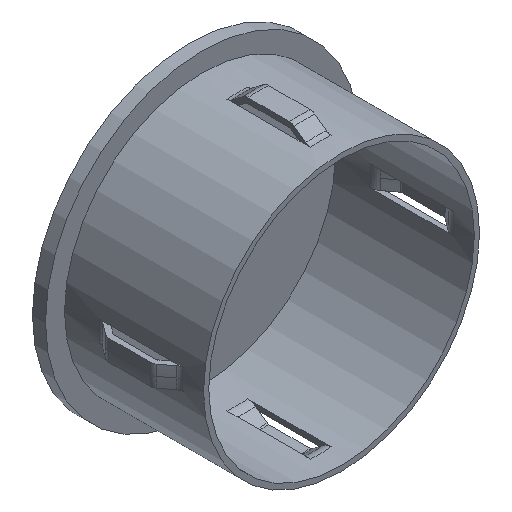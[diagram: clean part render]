
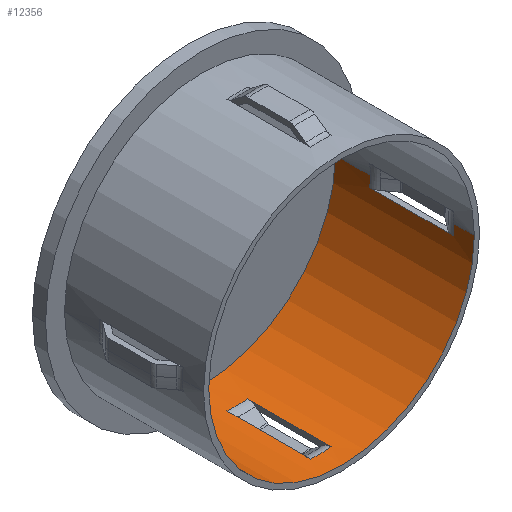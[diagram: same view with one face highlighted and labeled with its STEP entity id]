
A CAD part, isometric view. The second image highlights one B-rep face of the part: STEP entity #12356.
In plain terms, the highlighted cylindrical face has radius 25.5 mm (diameter 51 mm), a partial arc.
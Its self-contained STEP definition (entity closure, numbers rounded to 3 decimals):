
#129 = LINE ( 'NONE', #7225, #4529 ) ;
#219 = ORIENTED_EDGE ( 'NONE', *, *, #6023, .T. ) ;
#385 = DIRECTION ( 'NONE',  ( 0., 1., 0. ) ) ;
#480 = CARTESIAN_POINT ( 'NONE',  ( 0., 4., 0. ) ) ;
#587 = DIRECTION ( 'NONE',  ( -1., 0., 0. ) ) ;
#597 = AXIS2_PLACEMENT_3D ( 'NONE', #11119, #4396, #587 ) ;
#622 = DIRECTION ( 'NONE',  ( 0., 1., 0. ) ) ;
#648 = CARTESIAN_POINT ( 'NONE',  ( 0., 4., 0. ) ) ;
#911 = CARTESIAN_POINT ( 'NONE',  ( -25.421, 61.241, -2. ) ) ;
#930 = VERTEX_POINT ( 'NONE', #2563 ) ;
#1012 = CARTESIAN_POINT ( 'NONE',  ( -25.5, 29.2, 0. ) ) ;
#1139 = EDGE_CURVE ( 'NONE', #16247, #930, #13683, .T. ) ;
#1141 = CARTESIAN_POINT ( 'NONE',  ( 25.421, 20., -2. ) ) ;
#1216 = EDGE_LOOP ( 'NONE', ( #2503, #2066, #16690, #14048, #6330, #6292, #12554, #9196, #2254, #10870, #219, #16556 ) ) ;
#1273 = AXIS2_PLACEMENT_3D ( 'NONE', #1965, #3141, #5930 ) ;
#1336 = VERTEX_POINT ( 'NONE', #13021 ) ;
#1422 = CYLINDRICAL_SURFACE ( 'NONE', #1775, 25.5 ) ;
#1739 = CARTESIAN_POINT ( 'NONE',  ( 25.5, 4., 0. ) ) ;
#1775 = AXIS2_PLACEMENT_3D ( 'NONE', #2356, #13780, #11144 ) ;
#1953 = CARTESIAN_POINT ( 'NONE',  ( 2., 20., -25.421 ) ) ;
#1965 = CARTESIAN_POINT ( 'NONE',  ( 0., 0., 0. ) ) ;
#2044 = DIRECTION ( 'NONE',  ( -1., 0., 0. ) ) ;
#2060 = VERTEX_POINT ( 'NONE', #8916 ) ;
#2066 = ORIENTED_EDGE ( 'NONE', *, *, #7307, .T. ) ;
#2178 = CARTESIAN_POINT ( 'NONE',  ( -25.5, 20., 0. ) ) ;
#2243 = CIRCLE ( 'NONE', #8679, 25.5 ) ;
#2254 = ORIENTED_EDGE ( 'NONE', *, *, #2756, .F. ) ;
#2264 = AXIS2_PLACEMENT_3D ( 'NONE', #16486, #3162, #4517 ) ;
#2356 = CARTESIAN_POINT ( 'NONE',  ( 0., 29.2, 0. ) ) ;
#2503 = ORIENTED_EDGE ( 'NONE', *, *, #5726, .F. ) ;
#2563 = CARTESIAN_POINT ( 'NONE',  ( 25.421, 4., -2. ) ) ;
#2629 = VECTOR ( 'NONE', #16789, 1000. ) ;
#2730 = VERTEX_POINT ( 'NONE', #3081 ) ;
#2756 = EDGE_CURVE ( 'NONE', #6534, #4505, #11957, .T. ) ;
#2766 = AXIS2_PLACEMENT_3D ( 'NONE', #3509, #6019, #15400 ) ;
#2882 = FACE_OUTER_BOUND ( 'NONE', #1216, .T. ) ;
#3081 = CARTESIAN_POINT ( 'NONE',  ( -25.5, 4., 0. ) ) ;
#3141 = DIRECTION ( 'NONE',  ( 0., 1., 0. ) ) ;
#3162 = DIRECTION ( 'NONE',  ( 0., 1., 0. ) ) ;
#3282 = CARTESIAN_POINT ( 'NONE',  ( 25.5, 0., 0. ) ) ;
#3509 = CARTESIAN_POINT ( 'NONE',  ( 0., 20., 0. ) ) ;
#3524 = VECTOR ( 'NONE', #10372, 1000. ) ;
#3675 = CIRCLE ( 'NONE', #2766, 25.5 ) ;
#3743 = CIRCLE ( 'NONE', #1273, 25.5 ) ;
#3762 = CIRCLE ( 'NONE', #2264, 25.5 ) ;
#3776 = VERTEX_POINT ( 'NONE', #3282 ) ;
#3915 = EDGE_CURVE ( 'NONE', #14825, #13100, #8987, .T. ) ;
#4071 = VERTEX_POINT ( 'NONE', #12850 ) ;
#4396 = DIRECTION ( 'NONE',  ( 0., 1., 0. ) ) ;
#4414 = EDGE_CURVE ( 'NONE', #4071, #9439, #4417, .T. ) ;
#4417 = LINE ( 'NONE', #16575, #15103 ) ;
#4462 = DIRECTION ( 'NONE',  ( -1., 0., 0. ) ) ;
#4480 = DIRECTION ( 'NONE',  ( 0., -1., 0. ) ) ;
#4483 = CARTESIAN_POINT ( 'NONE',  ( -25.5, 26.7, 0. ) ) ;
#4505 = VERTEX_POINT ( 'NONE', #2178 ) ;
#4517 = DIRECTION ( 'NONE',  ( -1., 0., 0. ) ) ;
#4529 = VECTOR ( 'NONE', #4480, 1000. ) ;
#4546 = AXIS2_PLACEMENT_3D ( 'NONE', #648, #7374, #2044 ) ;
#4709 = EDGE_CURVE ( 'NONE', #7152, #2730, #8366, .T. ) ;
#4894 = EDGE_CURVE ( 'NONE', #2060, #1336, #17124, .T. ) ;
#5059 = CARTESIAN_POINT ( 'NONE',  ( 25.5, 29.2, 0. ) ) ;
#5274 = EDGE_CURVE ( 'NONE', #9439, #14762, #3762, .T. ) ;
#5422 = EDGE_CURVE ( 'NONE', #6534, #15547, #9603, .T. ) ;
#5726 = EDGE_CURVE ( 'NONE', #3776, #7152, #3743, .T. ) ;
#5744 = VERTEX_POINT ( 'NONE', #1739 ) ;
#5930 = DIRECTION ( 'NONE',  ( -1., 0., 0. ) ) ;
#5968 = DIRECTION ( 'NONE',  ( -1., 0., 0. ) ) ;
#5973 = EDGE_CURVE ( 'NONE', #4505, #14762, #16498, .T. ) ;
#6019 = DIRECTION ( 'NONE',  ( 0., 1., 0. ) ) ;
#6023 = EDGE_CURVE ( 'NONE', #15547, #2730, #11674, .T. ) ;
#6292 = ORIENTED_EDGE ( 'NONE', *, *, #4414, .T. ) ;
#6295 = DIRECTION ( 'NONE',  ( 0., -1., 0. ) ) ;
#6330 = ORIENTED_EDGE ( 'NONE', *, *, #10706, .F. ) ;
#6399 = CARTESIAN_POINT ( 'NONE',  ( -25.5, 29.2, 0. ) ) ;
#6534 = VERTEX_POINT ( 'NONE', #10533 ) ;
#6866 = EDGE_CURVE ( 'NONE', #5744, #930, #2243, .T. ) ;
#7152 = VERTEX_POINT ( 'NONE', #14189 ) ;
#7199 = DIRECTION ( 'NONE',  ( 0., -1., 0. ) ) ;
#7214 = ORIENTED_EDGE ( 'NONE', *, *, #3915, .F. ) ;
#7225 = CARTESIAN_POINT ( 'NONE',  ( 2., 61.241, -25.421 ) ) ;
#7307 = EDGE_CURVE ( 'NONE', #3776, #5744, #10402, .T. ) ;
#7374 = DIRECTION ( 'NONE',  ( 0., 1., 0. ) ) ;
#8144 = VECTOR ( 'NONE', #6295, 1000. ) ;
#8366 = LINE ( 'NONE', #6399, #12347 ) ;
#8679 = AXIS2_PLACEMENT_3D ( 'NONE', #480, #12468, #4462 ) ;
#8916 = CARTESIAN_POINT ( 'NONE',  ( 2., 4., -25.421 ) ) ;
#8987 = CIRCLE ( 'NONE', #597, 25.5 ) ;
#9049 = EDGE_CURVE ( 'NONE', #13100, #1336, #10365, .T. ) ;
#9196 = ORIENTED_EDGE ( 'NONE', *, *, #5973, .F. ) ;
#9267 = EDGE_CURVE ( 'NONE', #14825, #2060, #129, .T. ) ;
#9368 = FACE_BOUND ( 'NONE', #17085, .T. ) ;
#9439 = VERTEX_POINT ( 'NONE', #12764 ) ;
#9603 = LINE ( 'NONE', #911, #8144 ) ;
#9865 = DIRECTION ( 'NONE',  ( 0., 1., 0. ) ) ;
#10365 = LINE ( 'NONE', #11494, #2629 ) ;
#10372 = DIRECTION ( 'NONE',  ( 0., 1., 0. ) ) ;
#10402 = LINE ( 'NONE', #5059, #17076 ) ;
#10445 = AXIS2_PLACEMENT_3D ( 'NONE', #13849, #622, #11373 ) ;
#10533 = CARTESIAN_POINT ( 'NONE',  ( -25.421, 20., -2. ) ) ;
#10706 = EDGE_CURVE ( 'NONE', #4071, #16247, #3675, .T. ) ;
#10870 = ORIENTED_EDGE ( 'NONE', *, *, #5422, .T. ) ;
#11119 = CARTESIAN_POINT ( 'NONE',  ( 0., 20., 0. ) ) ;
#11144 = DIRECTION ( 'NONE',  ( -1., 0., 0. ) ) ;
#11251 = AXIS2_PLACEMENT_3D ( 'NONE', #15295, #14056, #5968 ) ;
#11373 = DIRECTION ( 'NONE',  ( -1., 0., 0. ) ) ;
#11494 = CARTESIAN_POINT ( 'NONE',  ( -2., 61.241, -25.421 ) ) ;
#11674 = CIRCLE ( 'NONE', #4546, 25.5 ) ;
#11906 = DIRECTION ( 'NONE',  ( 0., 1., 0. ) ) ;
#11957 = CIRCLE ( 'NONE', #10445, 25.5 ) ;
#12347 = VECTOR ( 'NONE', #385, 1000. ) ;
#12356 = ADVANCED_FACE ( 'NONE', ( #9368, #2882 ), #1422, .F. ) ;
#12468 = DIRECTION ( 'NONE',  ( 0., 1., 0. ) ) ;
#12554 = ORIENTED_EDGE ( 'NONE', *, *, #5274, .T. ) ;
#12595 = ORIENTED_EDGE ( 'NONE', *, *, #4894, .T. ) ;
#12764 = CARTESIAN_POINT ( 'NONE',  ( 25.5, 26.7, 0. ) ) ;
#12850 = CARTESIAN_POINT ( 'NONE',  ( 25.5, 20., 0. ) ) ;
#13021 = CARTESIAN_POINT ( 'NONE',  ( -2., 4., -25.421 ) ) ;
#13026 = VECTOR ( 'NONE', #7199, 1000. ) ;
#13100 = VERTEX_POINT ( 'NONE', #13859 ) ;
#13683 = LINE ( 'NONE', #15269, #13026 ) ;
#13780 = DIRECTION ( 'NONE',  ( 0., 1., 0. ) ) ;
#13849 = CARTESIAN_POINT ( 'NONE',  ( 0., 20., 0. ) ) ;
#13859 = CARTESIAN_POINT ( 'NONE',  ( -2., 20., -25.421 ) ) ;
#14048 = ORIENTED_EDGE ( 'NONE', *, *, #1139, .F. ) ;
#14056 = DIRECTION ( 'NONE',  ( 0., 1., 0. ) ) ;
#14189 = CARTESIAN_POINT ( 'NONE',  ( -25.5, 0., 0. ) ) ;
#14635 = ORIENTED_EDGE ( 'NONE', *, *, #9267, .T. ) ;
#14680 = CARTESIAN_POINT ( 'NONE',  ( -25.421, 4., -2. ) ) ;
#14762 = VERTEX_POINT ( 'NONE', #4483 ) ;
#14825 = VERTEX_POINT ( 'NONE', #1953 ) ;
#15103 = VECTOR ( 'NONE', #9865, 1000. ) ;
#15269 = CARTESIAN_POINT ( 'NONE',  ( 25.421, 61.241, -2. ) ) ;
#15295 = CARTESIAN_POINT ( 'NONE',  ( 0., 4., 0. ) ) ;
#15358 = ORIENTED_EDGE ( 'NONE', *, *, #9049, .F. ) ;
#15400 = DIRECTION ( 'NONE',  ( -1., 0., 0. ) ) ;
#15547 = VERTEX_POINT ( 'NONE', #14680 ) ;
#16247 = VERTEX_POINT ( 'NONE', #1141 ) ;
#16486 = CARTESIAN_POINT ( 'NONE',  ( 0., 26.7, 0. ) ) ;
#16498 = LINE ( 'NONE', #1012, #3524 ) ;
#16556 = ORIENTED_EDGE ( 'NONE', *, *, #4709, .F. ) ;
#16575 = CARTESIAN_POINT ( 'NONE',  ( 25.5, 29.2, 0. ) ) ;
#16690 = ORIENTED_EDGE ( 'NONE', *, *, #6866, .T. ) ;
#16789 = DIRECTION ( 'NONE',  ( 0., -1., 0. ) ) ;
#17076 = VECTOR ( 'NONE', #11906, 1000. ) ;
#17085 = EDGE_LOOP ( 'NONE', ( #14635, #12595, #15358, #7214 ) ) ;
#17124 = CIRCLE ( 'NONE', #11251, 25.5 ) ;
